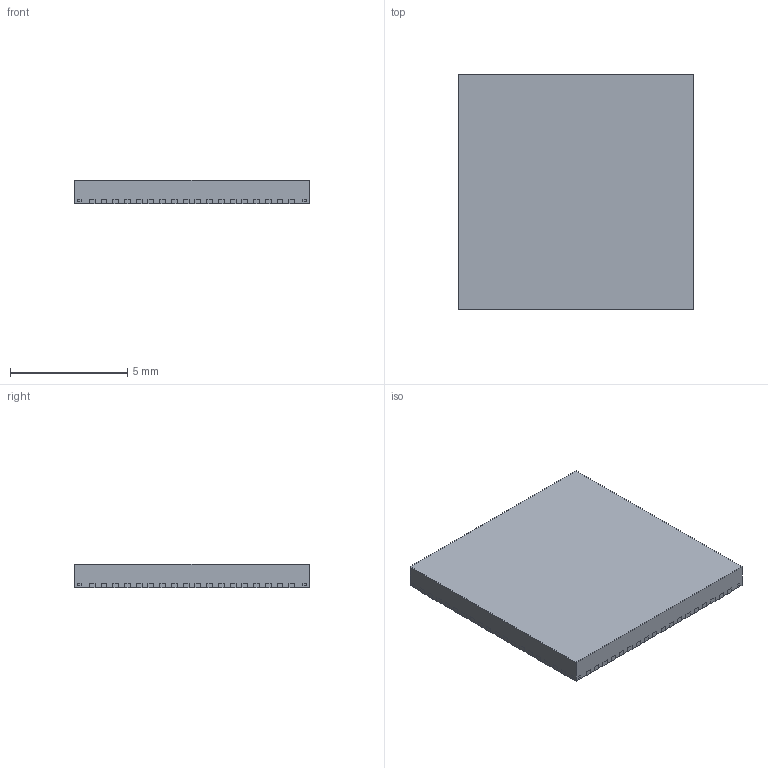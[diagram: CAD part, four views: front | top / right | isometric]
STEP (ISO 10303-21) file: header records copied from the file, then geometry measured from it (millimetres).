
FILE_DESCRIPTION((''),'2;1');
FILE_NAME('RRH0072A_ASM','2018-08-10T08:06:32',('a0412086'),(''),'CREO PARAMETRIC BY PTC INC, 2018020','CREO PARAMETRIC BY PTC INC, 2018020','');
FILE_SCHEMA(('AUTOMOTIVE_DESIGN { 1 0 10303 214 1 1 1 1 }'));
Length unit declared in the file: millimetre
Products named in the file (4): FRAME; BODY; PIN1_AREA; RRH0072A_ASM
Assembly tree (3 placements, depth 2):
  RRH0072A_ASM
    FRAME
    BODY
    PIN1_AREA
Bounding box: 10 x 10 x 1 mm (x, y, z)
Volume: 99.5 mm3; surface area: 437.1 mm2
Topology: 78 solids, 78 shells, 1083 faces, 2778 edges, 1852 vertices
Faces by surface type: plane 795, cylinder 288
Entity records: 42417 total; most frequent: CARTESIAN_POINT 5763, DIRECTION 5586, ORIENTED_EDGE 5556, PRESENTATION_STYLE_ASSIGNMENT 2937, STYLED_ITEM 2857, CURVE_STYLE 2778, EDGE_CURVE 2778, VECTOR 2202
